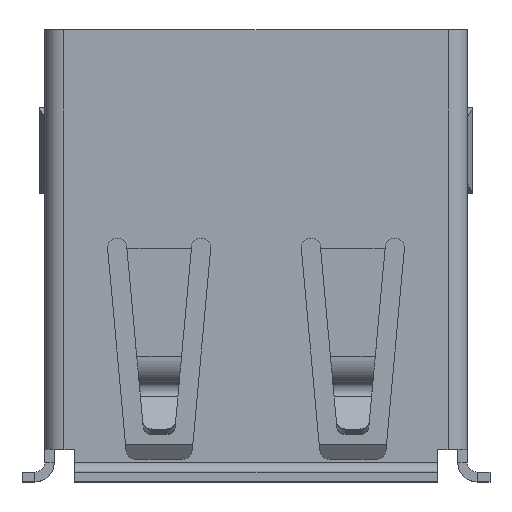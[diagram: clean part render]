
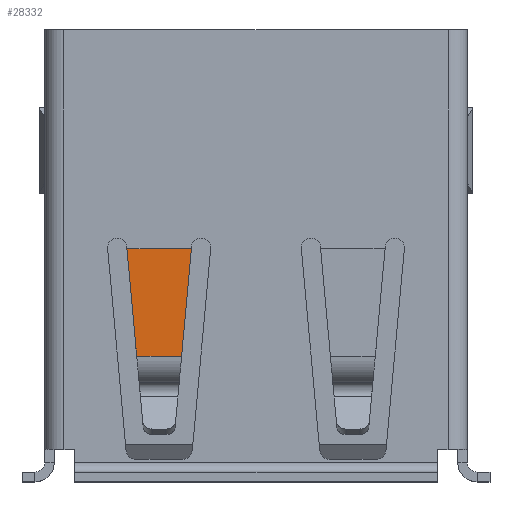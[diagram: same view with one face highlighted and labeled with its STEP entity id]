
A CAD part, top view. The second image highlights one B-rep face of the part: STEP entity #28332.
In plain terms, the highlighted planar face has unit normal (0, 0, 1).
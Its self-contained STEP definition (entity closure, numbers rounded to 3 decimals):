
#1693 = PLANE('',#1694);
#1694 = AXIS2_PLACEMENT_3D('',#1695,#1696,#1697);
#1695 = CARTESIAN_POINT('',(-5.95,-13.,6.78));
#1696 = DIRECTION('',(0.,0.,-1.));
#1697 = DIRECTION('',(0.,1.,0.));
#2436 = VERTEX_POINT('',#2437);
#2437 = CARTESIAN_POINT('',(-4.,-5.777,6.78));
#2524 = PLANE('',#2525);
#2525 = AXIS2_PLACEMENT_3D('',#2526,#2527,#2528);
#2526 = CARTESIAN_POINT('',(-3.477,-11.487,8.512));
#2527 = DIRECTION('',(0.996,0.091,
    0.));
#2528 = DIRECTION('',(0.,0.,-1.));
#20452 = EDGE_CURVE('',#2436,#20453,#20455,.T.);
#20453 = VERTEX_POINT('',#20454);
#20454 = CARTESIAN_POINT('',(-2.,-5.777,6.78));
#20455 = SURFACE_CURVE('',#20456,(#20460,#20467),.PCURVE_S1.);
#20456 = LINE('',#20457,#20458);
#20457 = CARTESIAN_POINT('',(-4.,-5.777,6.78));
#20458 = VECTOR('',#20459,1.);
#20459 = DIRECTION('',(1.,0.,0.));
#20460 = PCURVE('',#1693,#20461);
#20461 = DEFINITIONAL_REPRESENTATION('',(#20462),#20466);
#20462 = LINE('',#20463,#20464);
#20463 = CARTESIAN_POINT('',(7.223,1.95));
#20464 = VECTOR('',#20465,1.);
#20465 = DIRECTION('',(0.,1.));
#20466 = ( GEOMETRIC_REPRESENTATION_CONTEXT(2) 
PARAMETRIC_REPRESENTATION_CONTEXT() REPRESENTATION_CONTEXT('2D SPACE',''
  ) );
#20467 = PCURVE('',#20468,#20473);
#20468 = PLANE('',#20469);
#20469 = AXIS2_PLACEMENT_3D('',#20470,#20471,#20472);
#20470 = CARTESIAN_POINT('',(-4.,-5.777,6.78));
#20471 = DIRECTION('',(0.,0.,1.));
#20472 = DIRECTION('',(1.,0.,0.));
#20473 = DEFINITIONAL_REPRESENTATION('',(#20474),#20478);
#20474 = LINE('',#20475,#20476);
#20475 = CARTESIAN_POINT('',(0.,0.));
#20476 = VECTOR('',#20477,1.);
#20477 = DIRECTION('',(1.,0.));
#20478 = ( GEOMETRIC_REPRESENTATION_CONTEXT(2) 
PARAMETRIC_REPRESENTATION_CONTEXT() REPRESENTATION_CONTEXT('2D SPACE',''
  ) );
#21522 = PLANE('',#21523);
#21523 = AXIS2_PLACEMENT_3D('',#21524,#21525,#21526);
#21524 = CARTESIAN_POINT('',(-2.,-5.777,8.512));
#21525 = DIRECTION('',(-0.996,0.091,
    0.));
#21526 = DIRECTION('',(-0.091,-0.996,
    0.));
#21675 = EDGE_CURVE('',#21676,#20453,#21678,.T.);
#21676 = VERTEX_POINT('',#21677);
#21677 = CARTESIAN_POINT('',(-2.305,-9.105,6.78));
#21678 = SURFACE_CURVE('',#21679,(#21683,#21690),.PCURVE_S1.);
#21679 = LINE('',#21680,#21681);
#21680 = CARTESIAN_POINT('',(-2.305,-9.105,6.78));
#21681 = VECTOR('',#21682,1.);
#21682 = DIRECTION('',(0.091,0.996,
    0.));
#21683 = PCURVE('',#21522,#21684);
#21684 = DEFINITIONAL_REPRESENTATION('',(#21685),#21689);
#21685 = LINE('',#21686,#21687);
#21686 = CARTESIAN_POINT('',(3.341,-1.732));
#21687 = VECTOR('',#21688,1.);
#21688 = DIRECTION('',(-1.,0.));
#21689 = ( GEOMETRIC_REPRESENTATION_CONTEXT(2) 
PARAMETRIC_REPRESENTATION_CONTEXT() REPRESENTATION_CONTEXT('2D SPACE',''
  ) );
#21690 = PCURVE('',#20468,#21691);
#21691 = DEFINITIONAL_REPRESENTATION('',(#21692),#21696);
#21692 = LINE('',#21693,#21694);
#21693 = CARTESIAN_POINT('',(1.695,-3.327));
#21694 = VECTOR('',#21695,1.);
#21695 = DIRECTION('',(0.091,0.996));
#21696 = ( GEOMETRIC_REPRESENTATION_CONTEXT(2) 
PARAMETRIC_REPRESENTATION_CONTEXT() REPRESENTATION_CONTEXT('2D SPACE',''
  ) );
#21722 = CYLINDRICAL_SURFACE('',#21723,0.9);
#21723 = AXIS2_PLACEMENT_3D('',#21724,#21725,#21726);
#21724 = CARTESIAN_POINT('',(-4.,-9.105,5.88));
#21725 = DIRECTION('',(-1.,0.,0.));
#21726 = DIRECTION('',(0.,-1.,0.));
#28001 = VERTEX_POINT('',#28002);
#28002 = CARTESIAN_POINT('',(-3.695,-9.105,6.78));
#28053 = EDGE_CURVE('',#28001,#2436,#28054,.T.);
#28054 = SURFACE_CURVE('',#28055,(#28059,#28066),.PCURVE_S1.);
#28055 = LINE('',#28056,#28057);
#28056 = CARTESIAN_POINT('',(-3.695,-9.105,6.78));
#28057 = VECTOR('',#28058,1.);
#28058 = DIRECTION('',(-0.091,0.996,
    0.));
#28059 = PCURVE('',#2524,#28060);
#28060 = DEFINITIONAL_REPRESENTATION('',(#28061),#28065);
#28061 = LINE('',#28062,#28063);
#28062 = CARTESIAN_POINT('',(1.732,2.392));
#28063 = VECTOR('',#28064,1.);
#28064 = DIRECTION('',(0.,1.));
#28065 = ( GEOMETRIC_REPRESENTATION_CONTEXT(2) 
PARAMETRIC_REPRESENTATION_CONTEXT() REPRESENTATION_CONTEXT('2D SPACE',''
  ) );
#28066 = PCURVE('',#20468,#28067);
#28067 = DEFINITIONAL_REPRESENTATION('',(#28068),#28072);
#28068 = LINE('',#28069,#28070);
#28069 = CARTESIAN_POINT('',(0.305,-3.327));
#28070 = VECTOR('',#28071,1.);
#28071 = DIRECTION('',(-0.091,0.996));
#28072 = ( GEOMETRIC_REPRESENTATION_CONTEXT(2) 
PARAMETRIC_REPRESENTATION_CONTEXT() REPRESENTATION_CONTEXT('2D SPACE',''
  ) );
#28332 = ADVANCED_FACE('',(#28333),#20468,.T.);
#28333 = FACE_BOUND('',#28334,.T.);
#28334 = EDGE_LOOP('',(#28335,#28336,#28337,#28380));
#28335 = ORIENTED_EDGE('',*,*,#20452,.F.);
#28336 = ORIENTED_EDGE('',*,*,#28053,.F.);
#28337 = ORIENTED_EDGE('',*,*,#28338,.T.);
#28338 = EDGE_CURVE('',#28001,#21676,#28339,.T.);
#28339 = SURFACE_CURVE('',#28340,(#28344,#28351),.PCURVE_S1.);
#28340 = LINE('',#28341,#28342);
#28341 = CARTESIAN_POINT('',(-3.695,-9.105,6.78));
#28342 = VECTOR('',#28343,1.);
#28343 = DIRECTION('',(1.,0.,0.));
#28344 = PCURVE('',#20468,#28345);
#28345 = DEFINITIONAL_REPRESENTATION('',(#28346),#28350);
#28346 = LINE('',#28347,#28348);
#28347 = CARTESIAN_POINT('',(0.305,-3.327));
#28348 = VECTOR('',#28349,1.);
#28349 = DIRECTION('',(1.,0.));
#28350 = ( GEOMETRIC_REPRESENTATION_CONTEXT(2) 
PARAMETRIC_REPRESENTATION_CONTEXT() REPRESENTATION_CONTEXT('2D SPACE',''
  ) );
#28351 = PCURVE('',#21722,#28352);
#28352 = DEFINITIONAL_REPRESENTATION('',(#28353),#28379);
#28353 = B_SPLINE_CURVE_WITH_KNOTS('',3,(#28354,#28355,#28356,#28357,
    #28358,#28359,#28360,#28361,#28362,#28363,#28364,#28365,#28366,
    #28367,#28368,#28369,#28370,#28371,#28372,#28373,#28374,#28375,
    #28376,#28377,#28378),.UNSPECIFIED.,.F.,.F.,(4,1,1,1,1,1,1,1,1,1,1,1
    ,1,1,1,1,1,1,1,1,1,1,4),(0.,0.063,0.126,
    0.19,0.253,0.316,0.379,
    0.442,0.506,0.569,0.632,
    0.695,0.758,0.822,0.885,
    0.948,1.011,1.074,1.138,
    1.201,1.264,1.327,1.39),
  .QUASI_UNIFORM_KNOTS.);
#28354 = CARTESIAN_POINT('',(1.571,-0.305));
#28355 = CARTESIAN_POINT('',(1.571,-0.326));
#28356 = CARTESIAN_POINT('',(1.571,-0.368));
#28357 = CARTESIAN_POINT('',(1.571,-0.431));
#28358 = CARTESIAN_POINT('',(1.571,-0.494));
#28359 = CARTESIAN_POINT('',(1.571,-0.558));
#28360 = CARTESIAN_POINT('',(1.571,-0.621));
#28361 = CARTESIAN_POINT('',(1.571,-0.684));
#28362 = CARTESIAN_POINT('',(1.571,-0.747));
#28363 = CARTESIAN_POINT('',(1.571,-0.81));
#28364 = CARTESIAN_POINT('',(1.571,-0.874));
#28365 = CARTESIAN_POINT('',(1.571,-0.937));
#28366 = CARTESIAN_POINT('',(1.571,-1.));
#28367 = CARTESIAN_POINT('',(1.571,-1.063));
#28368 = CARTESIAN_POINT('',(1.571,-1.126));
#28369 = CARTESIAN_POINT('',(1.571,-1.19));
#28370 = CARTESIAN_POINT('',(1.571,-1.253));
#28371 = CARTESIAN_POINT('',(1.571,-1.316));
#28372 = CARTESIAN_POINT('',(1.571,-1.379));
#28373 = CARTESIAN_POINT('',(1.571,-1.442));
#28374 = CARTESIAN_POINT('',(1.571,-1.506));
#28375 = CARTESIAN_POINT('',(1.571,-1.569));
#28376 = CARTESIAN_POINT('',(1.571,-1.632));
#28377 = CARTESIAN_POINT('',(1.571,-1.674));
#28378 = CARTESIAN_POINT('',(1.571,-1.695));
#28379 = ( GEOMETRIC_REPRESENTATION_CONTEXT(2) 
PARAMETRIC_REPRESENTATION_CONTEXT() REPRESENTATION_CONTEXT('2D SPACE',''
  ) );
#28380 = ORIENTED_EDGE('',*,*,#21675,.T.);
